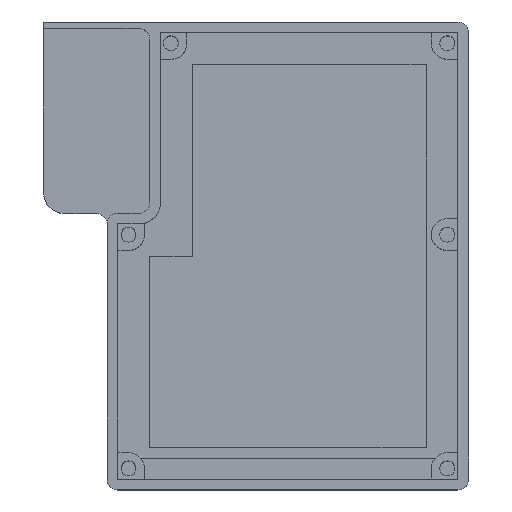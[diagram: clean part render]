
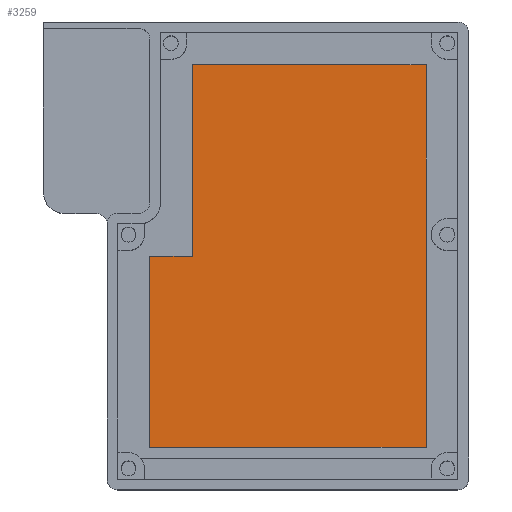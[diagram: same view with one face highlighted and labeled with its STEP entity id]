
A CAD part, top view. The second image highlights one B-rep face of the part: STEP entity #3259.
In plain terms, the highlighted planar face has unit normal (0, 0, 1).
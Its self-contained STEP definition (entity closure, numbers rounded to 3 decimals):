
#124 = DIRECTION ( 'NONE',  ( -1., 0., 0. ) ) ;
#244 = PLANE ( 'NONE',  #301 ) ;
#301 = AXIS2_PLACEMENT_3D ( 'NONE', #2382, #1166, #963 ) ;
#333 = LINE ( 'NONE', #849, #2279 ) ;
#342 = EDGE_CURVE ( 'NONE', #2898, #2991, #2225, .T. ) ;
#346 = EDGE_CURVE ( 'NONE', #1457, #2168, #1240, .T. ) ;
#492 = DIRECTION ( 'NONE',  ( 0., -1., 0. ) ) ;
#609 = CARTESIAN_POINT ( 'NONE',  ( 16., 80., 1.2 ) ) ;
#701 = ORIENTED_EDGE ( 'NONE', *, *, #342, .T. ) ;
#822 = ORIENTED_EDGE ( 'NONE', *, *, #1706, .T. ) ;
#849 = CARTESIAN_POINT ( 'NONE',  ( 8., 8., 1.2 ) ) ;
#878 = CARTESIAN_POINT ( 'NONE',  ( 16., 80., 1.2 ) ) ;
#931 = CARTESIAN_POINT ( 'NONE',  ( 60., 8., 1.2 ) ) ;
#960 = EDGE_CURVE ( 'NONE', #2168, #2942, #333, .T. ) ;
#963 = DIRECTION ( 'NONE',  ( 1., 0., 0. ) ) ;
#1095 = CARTESIAN_POINT ( 'NONE',  ( 60., 8., 1.2 ) ) ;
#1166 = DIRECTION ( 'NONE',  ( 0., 0., 1. ) ) ;
#1240 = LINE ( 'NONE', #1296, #1646 ) ;
#1256 = CARTESIAN_POINT ( 'NONE',  ( 60., 80., 1.2 ) ) ;
#1269 = ORIENTED_EDGE ( 'NONE', *, *, #3229, .T. ) ;
#1296 = CARTESIAN_POINT ( 'NONE',  ( 8., 44., 1.2 ) ) ;
#1395 = EDGE_CURVE ( 'NONE', #1980, #2898, #1712, .T. ) ;
#1457 = VERTEX_POINT ( 'NONE', #2841 ) ;
#1530 = VECTOR ( 'NONE', #1960, 1000. ) ;
#1611 = DIRECTION ( 'NONE',  ( 0., 1., 0. ) ) ;
#1641 = ORIENTED_EDGE ( 'NONE', *, *, #960, .T. ) ;
#1642 = VECTOR ( 'NONE', #1611, 1000. ) ;
#1646 = VECTOR ( 'NONE', #492, 1000. ) ;
#1706 = EDGE_CURVE ( 'NONE', #2991, #1457, #2933, .T. ) ;
#1712 = LINE ( 'NONE', #3309, #3296 ) ;
#1894 = LINE ( 'NONE', #1095, #1642 ) ;
#1960 = DIRECTION ( 'NONE',  ( 0., -1., 0. ) ) ;
#1980 = VERTEX_POINT ( 'NONE', #1256 ) ;
#2002 = CARTESIAN_POINT ( 'NONE',  ( 16., 44., 1.2 ) ) ;
#2118 = VECTOR ( 'NONE', #3251, 1000. ) ;
#2168 = VERTEX_POINT ( 'NONE', #3390 ) ;
#2225 = LINE ( 'NONE', #878, #1530 ) ;
#2279 = VECTOR ( 'NONE', #2291, 1000. ) ;
#2291 = DIRECTION ( 'NONE',  ( 1., 0., 0. ) ) ;
#2382 = CARTESIAN_POINT ( 'NONE',  ( 0., 0., 1.2 ) ) ;
#2810 = ORIENTED_EDGE ( 'NONE', *, *, #346, .T. ) ;
#2841 = CARTESIAN_POINT ( 'NONE',  ( 8., 44., 1.2 ) ) ;
#2898 = VERTEX_POINT ( 'NONE', #609 ) ;
#2933 = LINE ( 'NONE', #3004, #2118 ) ;
#2942 = VERTEX_POINT ( 'NONE', #931 ) ;
#2991 = VERTEX_POINT ( 'NONE', #2002 ) ;
#2999 = FACE_OUTER_BOUND ( 'NONE', #3023, .T. ) ;
#3004 = CARTESIAN_POINT ( 'NONE',  ( 16., 44., 1.2 ) ) ;
#3023 = EDGE_LOOP ( 'NONE', ( #3063, #701, #822, #2810, #1641, #1269 ) ) ;
#3063 = ORIENTED_EDGE ( 'NONE', *, *, #1395, .T. ) ;
#3229 = EDGE_CURVE ( 'NONE', #2942, #1980, #1894, .T. ) ;
#3251 = DIRECTION ( 'NONE',  ( -1., 0., 0. ) ) ;
#3259 = ADVANCED_FACE ( 'NONE', ( #2999 ), #244, .T. ) ;
#3296 = VECTOR ( 'NONE', #124, 1000. ) ;
#3309 = CARTESIAN_POINT ( 'NONE',  ( 60., 80., 1.2 ) ) ;
#3390 = CARTESIAN_POINT ( 'NONE',  ( 8., 8., 1.2 ) ) ;
